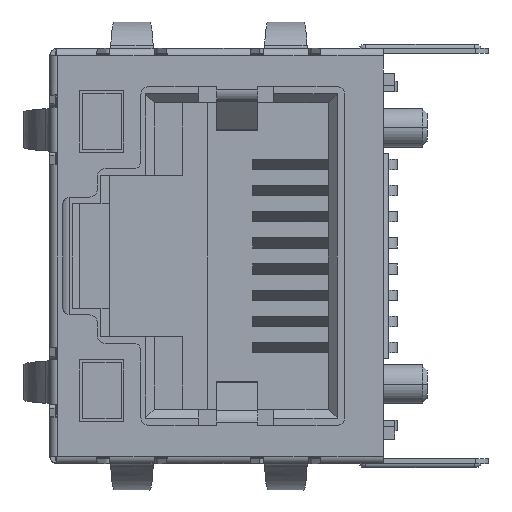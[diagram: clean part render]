
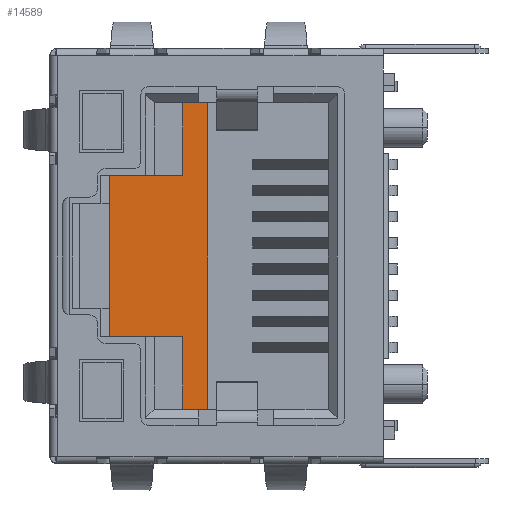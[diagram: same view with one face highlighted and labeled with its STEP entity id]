
A CAD part, left-side view. The second image highlights one B-rep face of the part: STEP entity #14589.
In plain terms, the highlighted planar face has unit normal (-1, 0, 0).
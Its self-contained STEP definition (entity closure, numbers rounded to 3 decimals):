
#2793=DIRECTION('',(0.,0.,1.));
#2794=VECTOR('',#2793,11.94);
#2795=CARTESIAN_POINT('',(-1.95,6.8,0.93));
#2796=LINE('',#2795,#2794);
#2797=DIRECTION('',(0.,-1.,0.));
#2798=VECTOR('',#2797,0.34);
#2799=CARTESIAN_POINT('',(-1.95,7.14,0.93));
#2800=LINE('',#2799,#2798);
#2801=DIRECTION('',(0.,-1.,0.));
#2802=VECTOR('',#2801,0.62);
#2803=CARTESIAN_POINT('',(-1.95,7.76,0.93));
#2804=LINE('',#2803,#2802);
#2805=DIRECTION('',(0.,0.,-1.));
#2806=VECTOR('',#2805,2.82);
#2807=CARTESIAN_POINT('',(-1.95,7.76,3.75));
#2808=LINE('',#2807,#2806);
#2809=DIRECTION('',(0.,-1.,0.));
#2810=VECTOR('',#2809,2.85);
#2811=CARTESIAN_POINT('',(-1.95,10.61,3.75));
#2812=LINE('',#2811,#2810);
#2813=DIRECTION('',(0.,0.,-1.));
#2814=VECTOR('',#2813,6.3);
#2815=CARTESIAN_POINT('',(-1.95,10.61,10.05));
#2816=LINE('',#2815,#2814);
#2817=DIRECTION('',(0.,1.,0.));
#2818=VECTOR('',#2817,2.85);
#2819=CARTESIAN_POINT('',(-1.95,7.76,10.05));
#2820=LINE('',#2819,#2818);
#2821=DIRECTION('',(0.,0.,-1.));
#2822=VECTOR('',#2821,2.82);
#2823=CARTESIAN_POINT('',(-1.95,7.76,12.87));
#2824=LINE('',#2823,#2822);
#2825=DIRECTION('',(0.,1.,0.));
#2826=VECTOR('',#2825,0.62);
#2827=CARTESIAN_POINT('',(-1.95,7.14,12.87));
#2828=LINE('',#2827,#2826);
#2829=DIRECTION('',(0.,1.,0.));
#2830=VECTOR('',#2829,0.34);
#2831=CARTESIAN_POINT('',(-1.95,6.8,12.87));
#2832=LINE('',#2831,#2830);
#8850=CARTESIAN_POINT('',(-1.95,7.76,0.93));
#8852=VERTEX_POINT('',#8850);
#8856=CARTESIAN_POINT('',(-1.95,7.76,3.75));
#8857=VERTEX_POINT('',#8856);
#9136=CARTESIAN_POINT('',(-1.95,7.14,0.93));
#9137=VERTEX_POINT('',#9136);
#9138=CARTESIAN_POINT('',(-1.95,6.8,0.93));
#9139=VERTEX_POINT('',#9138);
#9543=CARTESIAN_POINT('',(-1.95,7.76,10.05));
#9545=VERTEX_POINT('',#9543);
#9549=CARTESIAN_POINT('',(-1.95,7.76,12.87));
#9550=VERTEX_POINT('',#9549);
#9808=CARTESIAN_POINT('',(-1.95,10.61,3.75));
#9809=VERTEX_POINT('',#9808);
#9933=CARTESIAN_POINT('',(-1.95,6.8,12.87));
#9935=VERTEX_POINT('',#9933);
#10058=CARTESIAN_POINT('',(-1.95,10.61,10.05));
#10059=VERTEX_POINT('',#10058);
#10136=CARTESIAN_POINT('',(-1.95,7.14,12.87));
#10137=VERTEX_POINT('',#10136);
#14563=CARTESIAN_POINT('',(-1.95,7.76,3.75));
#14564=DIRECTION('',(1.,0.,0.));
#14565=DIRECTION('',(0.,0.,-1.));
#14566=AXIS2_PLACEMENT_3D('',#14563,#14564,#14565);
#14567=PLANE('',#14566);
#14569=ORIENTED_EDGE('',*,*,#14568,.F.);
#14571=ORIENTED_EDGE('',*,*,#14570,.F.);
#14573=ORIENTED_EDGE('',*,*,#14572,.F.);
#14575=ORIENTED_EDGE('',*,*,#14574,.F.);
#14577=ORIENTED_EDGE('',*,*,#14576,.F.);
#14579=ORIENTED_EDGE('',*,*,#14578,.F.);
#14581=ORIENTED_EDGE('',*,*,#14580,.F.);
#14582=ORIENTED_EDGE('',*,*,#14553,.F.);
#14584=ORIENTED_EDGE('',*,*,#14583,.F.);
#14586=ORIENTED_EDGE('',*,*,#14585,.F.);
#14587=EDGE_LOOP('',(#14569,#14571,#14573,#14575,#14577,#14579,#14581,#14582,
#14584,#14586));
#14588=FACE_OUTER_BOUND('',#14587,.F.);
#14589=ADVANCED_FACE('',(#14588),#14567,.F.);
#14553=EDGE_CURVE('',#9550,#9545,#2824,.T.);
#14568=EDGE_CURVE('',#9139,#9935,#2796,.T.);
#14570=EDGE_CURVE('',#9137,#9139,#2800,.T.);
#14572=EDGE_CURVE('',#8852,#9137,#2804,.T.);
#14574=EDGE_CURVE('',#8857,#8852,#2808,.T.);
#14576=EDGE_CURVE('',#9809,#8857,#2812,.T.);
#14578=EDGE_CURVE('',#10059,#9809,#2816,.T.);
#14580=EDGE_CURVE('',#9545,#10059,#2820,.T.);
#14583=EDGE_CURVE('',#10137,#9550,#2828,.T.);
#14585=EDGE_CURVE('',#9935,#10137,#2832,.T.);
